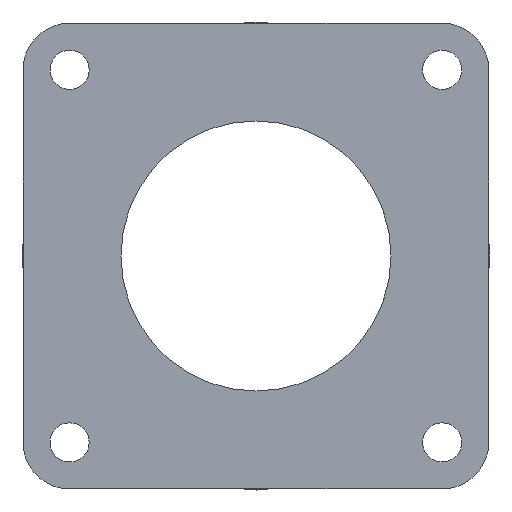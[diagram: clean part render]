
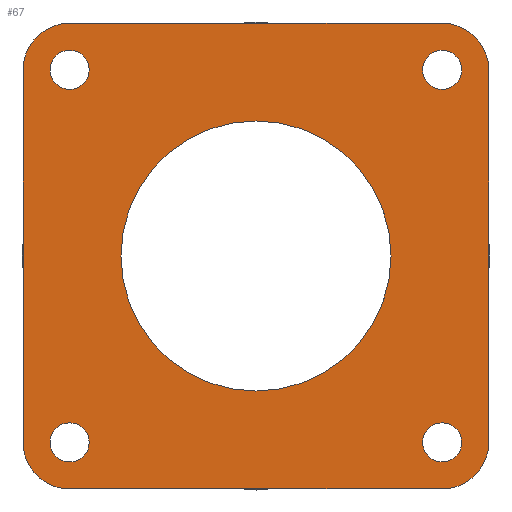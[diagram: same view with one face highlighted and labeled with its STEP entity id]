
A CAD part, front view. The second image highlights one B-rep face of the part: STEP entity #67.
In plain terms, the highlighted planar face has unit normal (0, -1, 0).
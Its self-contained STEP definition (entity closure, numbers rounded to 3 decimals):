
#67=ADVANCED_FACE('',(#218,#220,#222,#224,#226,#228),#230,.T.);
#218=FACE_BOUND('',#219,.T.);
#219=EDGE_LOOP('',(#656,#657,#658,#659,#660,#661,#662,#663));
#220=FACE_BOUND('',#221,.T.);
#221=EDGE_LOOP('',(#664));
#222=FACE_BOUND('',#223,.T.);
#223=EDGE_LOOP('',(#665));
#224=FACE_BOUND('',#225,.T.);
#225=EDGE_LOOP('',(#666));
#226=FACE_BOUND('',#227,.T.);
#227=EDGE_LOOP('',(#667));
#228=FACE_BOUND('',#229,.T.);
#229=EDGE_LOOP('',(#668));
#230=PLANE('',#231);
#231=AXIS2_PLACEMENT_3D('',#232,#233,#234);
#232=CARTESIAN_POINT('',(0.,10.931,0.));
#233=DIRECTION('',(0.,-1.,0.));
#234=DIRECTION('',(0.,0.,-1.));
#656=ORIENTED_EDGE('',*,*,#861,.F.);
#657=ORIENTED_EDGE('',*,*,#862,.T.);
#658=ORIENTED_EDGE('',*,*,#863,.F.);
#659=ORIENTED_EDGE('',*,*,#864,.T.);
#660=ORIENTED_EDGE('',*,*,#865,.F.);
#661=ORIENTED_EDGE('',*,*,#866,.T.);
#662=ORIENTED_EDGE('',*,*,#867,.F.);
#663=ORIENTED_EDGE('',*,*,#868,.T.);
#664=ORIENTED_EDGE('',*,*,#832,.T.);
#665=ORIENTED_EDGE('',*,*,#869,.T.);
#666=ORIENTED_EDGE('',*,*,#870,.T.);
#667=ORIENTED_EDGE('',*,*,#871,.T.);
#668=ORIENTED_EDGE('',*,*,#872,.T.);
#832=EDGE_CURVE('',#957,#957,#958,.F.);
#861=EDGE_CURVE('',#1007,#1008,#1009,.F.);
#862=EDGE_CURVE('',#1007,#1010,#1011,.T.);
#863=EDGE_CURVE('',#1012,#1010,#1013,.F.);
#864=EDGE_CURVE('',#1012,#1014,#1015,.T.);
#865=EDGE_CURVE('',#1016,#1014,#1017,.F.);
#866=EDGE_CURVE('',#1016,#1018,#1019,.T.);
#867=EDGE_CURVE('',#1020,#1018,#1021,.F.);
#868=EDGE_CURVE('',#1020,#1008,#1022,.T.);
#869=EDGE_CURVE('',#1023,#1023,#1024,.T.);
#870=EDGE_CURVE('',#1025,#1025,#1026,.T.);
#871=EDGE_CURVE('',#1027,#1027,#1028,.T.);
#872=EDGE_CURVE('',#1029,#1029,#1030,.T.);
#957=VERTEX_POINT('',#1265);
#958=CIRCLE('',#1266,14.5);
#1007=VERTEX_POINT('',#1480);
#1008=VERTEX_POINT('',#1481);
#1009=CIRCLE('',#1482,5.);
#1010=VERTEX_POINT('',#1486);
#1011=LINE('',#1487,#1488);
#1012=VERTEX_POINT('',#1490);
#1013=CIRCLE('',#1491,5.);
#1014=VERTEX_POINT('',#1495);
#1015=LINE('',#1496,#1497);
#1016=VERTEX_POINT('',#1499);
#1017=CIRCLE('',#1500,5.);
#1018=VERTEX_POINT('',#1504);
#1019=LINE('',#1505,#1506);
#1020=VERTEX_POINT('',#1508);
#1021=CIRCLE('',#1509,5.);
#1022=LINE('',#1513,#1514);
#1023=VERTEX_POINT('',#1516);
#1024=CIRCLE('',#1517,2.1);
#1025=VERTEX_POINT('',#1521);
#1026=CIRCLE('',#1522,2.1);
#1027=VERTEX_POINT('',#1526);
#1028=CIRCLE('',#1527,2.1);
#1029=VERTEX_POINT('',#1531);
#1030=CIRCLE('',#1532,2.1);
#1265=CARTESIAN_POINT('',(18.706,10.931,30.7));
#1266=AXIS2_PLACEMENT_3D('',#1267,#1268,#1269);
#1267=CARTESIAN_POINT('',(18.706,10.931,16.2));
#1268=DIRECTION('',(0.,-1.,0.));
#1269=DIRECTION('',(0.,0.,1.));
#1480=CARTESIAN_POINT('',(38.695,10.931,41.188));
#1481=CARTESIAN_POINT('',(43.695,10.931,36.188));
#1482=AXIS2_PLACEMENT_3D('',#1483,#1484,#1485);
#1483=CARTESIAN_POINT('',(38.695,10.931,36.188));
#1484=DIRECTION('',(0.,-1.,0.));
#1485=DIRECTION('',(1.,0.,0.));
#1486=CARTESIAN_POINT('',(-1.305,10.931,41.188));
#1487=CARTESIAN_POINT('',(38.695,10.931,41.188));
#1488=VECTOR('',#1489,1.);
#1489=DIRECTION('',(-1.,0.,0.));
#1490=CARTESIAN_POINT('',(-6.305,10.931,36.188));
#1491=AXIS2_PLACEMENT_3D('',#1492,#1493,#1494);
#1492=CARTESIAN_POINT('',(-1.305,10.931,36.188));
#1493=DIRECTION('',(0.,-1.,0.));
#1494=DIRECTION('',(0.,0.,1.));
#1495=CARTESIAN_POINT('',(-6.305,10.931,-3.812));
#1496=CARTESIAN_POINT('',(-6.305,10.931,36.188));
#1497=VECTOR('',#1498,1.);
#1498=DIRECTION('',(0.,0.,-1.));
#1499=CARTESIAN_POINT('',(-1.305,10.931,-8.812));
#1500=AXIS2_PLACEMENT_3D('',#1501,#1502,#1503);
#1501=CARTESIAN_POINT('',(-1.305,10.931,-3.812));
#1502=DIRECTION('',(0.,-1.,0.));
#1503=DIRECTION('',(-1.,0.,0.));
#1504=CARTESIAN_POINT('',(38.695,10.931,-8.812));
#1505=CARTESIAN_POINT('',(-1.305,10.931,-8.812));
#1506=VECTOR('',#1507,1.);
#1507=DIRECTION('',(1.,0.,0.));
#1508=CARTESIAN_POINT('',(43.695,10.931,-3.812));
#1509=AXIS2_PLACEMENT_3D('',#1510,#1511,#1512);
#1510=CARTESIAN_POINT('',(38.695,10.931,-3.812));
#1511=DIRECTION('',(0.,-1.,0.));
#1512=DIRECTION('',(0.,0.,-1.));
#1513=CARTESIAN_POINT('',(43.695,10.931,-3.812));
#1514=VECTOR('',#1515,1.);
#1515=DIRECTION('',(0.,0.,1.));
#1516=CARTESIAN_POINT('',(-3.405,10.931,-3.812));
#1517=AXIS2_PLACEMENT_3D('',#1518,#1519,#1520);
#1518=CARTESIAN_POINT('',(-1.305,10.931,-3.812));
#1519=DIRECTION('',(0.,1.,0.));
#1520=DIRECTION('',(-1.,0.,0.));
#1521=CARTESIAN_POINT('',(-3.405,10.931,36.188));
#1522=AXIS2_PLACEMENT_3D('',#1523,#1524,#1525);
#1523=CARTESIAN_POINT('',(-1.305,10.931,36.188));
#1524=DIRECTION('',(0.,1.,0.));
#1525=DIRECTION('',(-1.,0.,0.));
#1526=CARTESIAN_POINT('',(36.595,10.931,-3.812));
#1527=AXIS2_PLACEMENT_3D('',#1528,#1529,#1530);
#1528=CARTESIAN_POINT('',(38.695,10.931,-3.812));
#1529=DIRECTION('',(0.,1.,0.));
#1530=DIRECTION('',(-1.,0.,0.));
#1531=CARTESIAN_POINT('',(36.595,10.931,36.188));
#1532=AXIS2_PLACEMENT_3D('',#1533,#1534,#1535);
#1533=CARTESIAN_POINT('',(38.695,10.931,36.188));
#1534=DIRECTION('',(0.,1.,0.));
#1535=DIRECTION('',(-1.,0.,0.));
